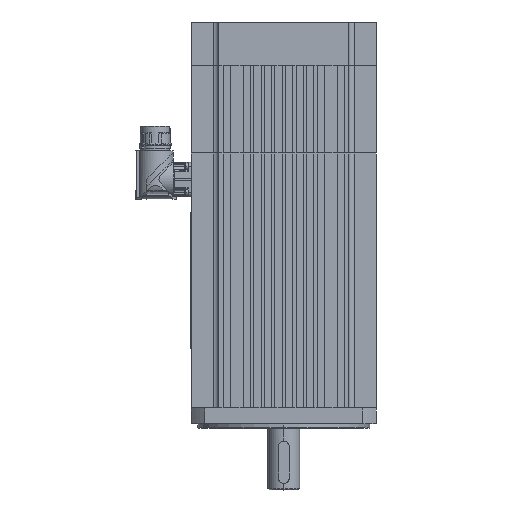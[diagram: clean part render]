
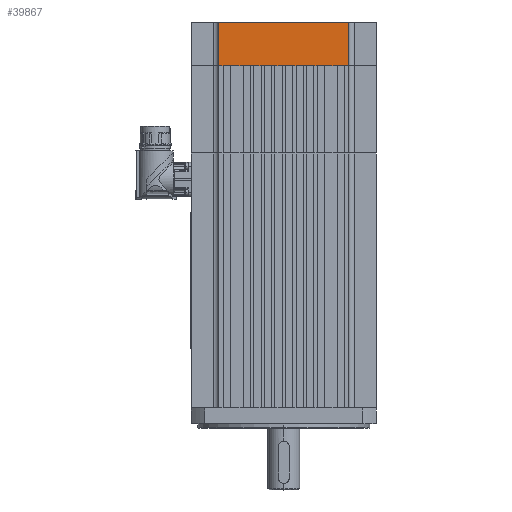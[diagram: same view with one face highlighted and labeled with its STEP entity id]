
A CAD part, left-side view. The second image highlights one B-rep face of the part: STEP entity #39867.
In plain terms, the highlighted face is planar.
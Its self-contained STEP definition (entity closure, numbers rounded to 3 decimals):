
#38792=CARTESIAN_POINT('',(-70.,-49.3,292.));
#38793=VERTEX_POINT('',#38792);
#38794=CARTESIAN_POINT('',(-70.,49.3,292.));
#38795=VERTEX_POINT('',#38794);
#38796=CARTESIAN_POINT('',(-70.,-49.3,292.));
#38797=DIRECTION('',(0.0,1.0,0.0));
#38798=VECTOR('',#38797,98.6);
#38799=LINE('',#38796,#38798);
#38800=EDGE_CURVE('',#38793,#38795,#38799,.T.);
#38984=CARTESIAN_POINT('',(-70.,49.3,259.));
#38985=VERTEX_POINT('',#38984);
#38992=CARTESIAN_POINT('',(-70.,49.3,292.));
#38993=DIRECTION('',(0.0,0.0,-1.0));
#38994=VECTOR('',#38993,33.0);
#38995=LINE('',#38992,#38994);
#38996=EDGE_CURVE('',#38795,#38985,#38995,.T.);
#39672=CARTESIAN_POINT('',(-70.,-49.3,259.));
#39673=VERTEX_POINT('',#39672);
#39682=CARTESIAN_POINT('',(-70.,-49.3,292.));
#39683=DIRECTION('',(0.0,0.0,-1.0));
#39684=VECTOR('',#39683,33.0);
#39685=LINE('',#39682,#39684);
#39686=EDGE_CURVE('',#38793,#39673,#39685,.T.);
#39691=CARTESIAN_POINT('',(-70.,0.,292.));
#39692=DIRECTION('',(-1.0,0.0,0.0));
#39693=DIRECTION('',(0.0,0.0,1.0));
#39694=AXIS2_PLACEMENT_3D('',#39691,#39692,#39693);
#39695=PLANE('',#39694);
#39696=CARTESIAN_POINT('',(-70.,46.,259.));
#39697=VERTEX_POINT('',#39696);
#39698=CARTESIAN_POINT('',(-70.,49.3,259.));
#39699=DIRECTION('',(0.0,-1.0,0.0));
#39700=VECTOR('',#39699,3.3);
#39701=LINE('',#39698,#39700);
#39702=EDGE_CURVE('',#38985,#39697,#39701,.T.);
#39703=ORIENTED_EDGE('',*,*,#39702,.T.);
#39704=CARTESIAN_POINT('',(-70.,40.5,259.));
#39705=VERTEX_POINT('',#39704);
#39706=CARTESIAN_POINT('',(-70.,46.,259.));
#39707=DIRECTION('',(0.0,-1.0,0.0));
#39708=VECTOR('',#39707,5.5);
#39709=LINE('',#39706,#39708);
#39710=EDGE_CURVE('',#39697,#39705,#39709,.T.);
#39711=ORIENTED_EDGE('',*,*,#39710,.T.);
#39712=CARTESIAN_POINT('',(-70.,30.75,259.));
#39713=VERTEX_POINT('',#39712);
#39714=CARTESIAN_POINT('',(-70.,40.5,259.));
#39715=DIRECTION('',(0.0,-1.0,0.0));
#39716=VECTOR('',#39715,9.75);
#39717=LINE('',#39714,#39716);
#39718=EDGE_CURVE('',#39705,#39713,#39717,.T.);
#39719=ORIENTED_EDGE('',*,*,#39718,.T.);
#39720=CARTESIAN_POINT('',(-70.,25.25,259.));
#39721=VERTEX_POINT('',#39720);
#39722=CARTESIAN_POINT('',(-70.,30.75,259.));
#39723=DIRECTION('',(0.0,-1.0,0.0));
#39724=VECTOR('',#39723,5.5);
#39725=LINE('',#39722,#39724);
#39726=EDGE_CURVE('',#39713,#39721,#39725,.T.);
#39727=ORIENTED_EDGE('',*,*,#39726,.T.);
#39728=CARTESIAN_POINT('',(-70.,22.75,259.));
#39729=VERTEX_POINT('',#39728);
#39730=CARTESIAN_POINT('',(-70.,25.25,259.));
#39731=DIRECTION('',(0.0,-1.0,0.0));
#39732=VECTOR('',#39731,2.5);
#39733=LINE('',#39730,#39732);
#39734=EDGE_CURVE('',#39721,#39729,#39733,.T.);
#39735=ORIENTED_EDGE('',*,*,#39734,.T.);
#39736=CARTESIAN_POINT('',(-70.,17.25,259.));
#39737=VERTEX_POINT('',#39736);
#39738=CARTESIAN_POINT('',(-70.,22.75,259.));
#39739=DIRECTION('',(0.0,-1.0,0.0));
#39740=VECTOR('',#39739,5.5);
#39741=LINE('',#39738,#39740);
#39742=EDGE_CURVE('',#39729,#39737,#39741,.T.);
#39743=ORIENTED_EDGE('',*,*,#39742,.T.);
#39744=CARTESIAN_POINT('',(-70.,14.75,259.));
#39745=VERTEX_POINT('',#39744);
#39746=CARTESIAN_POINT('',(-70.,17.25,259.));
#39747=DIRECTION('',(0.0,-1.0,0.0));
#39748=VECTOR('',#39747,2.5);
#39749=LINE('',#39746,#39748);
#39750=EDGE_CURVE('',#39737,#39745,#39749,.T.);
#39751=ORIENTED_EDGE('',*,*,#39750,.T.);
#39752=CARTESIAN_POINT('',(-70.,9.25,259.));
#39753=VERTEX_POINT('',#39752);
#39754=CARTESIAN_POINT('',(-70.,14.75,259.));
#39755=DIRECTION('',(0.0,-1.0,0.0));
#39756=VECTOR('',#39755,5.5);
#39757=LINE('',#39754,#39756);
#39758=EDGE_CURVE('',#39745,#39753,#39757,.T.);
#39759=ORIENTED_EDGE('',*,*,#39758,.T.);
#39760=CARTESIAN_POINT('',(-70.,6.75,259.));
#39761=VERTEX_POINT('',#39760);
#39762=CARTESIAN_POINT('',(-70.,9.25,259.));
#39763=DIRECTION('',(0.0,-1.0,0.0));
#39764=VECTOR('',#39763,2.5);
#39765=LINE('',#39762,#39764);
#39766=EDGE_CURVE('',#39753,#39761,#39765,.T.);
#39767=ORIENTED_EDGE('',*,*,#39766,.T.);
#39768=CARTESIAN_POINT('',(-70.,1.25,259.));
#39769=VERTEX_POINT('',#39768);
#39770=CARTESIAN_POINT('',(-70.,6.75,259.));
#39771=DIRECTION('',(0.0,-1.0,0.0));
#39772=VECTOR('',#39771,5.5);
#39773=LINE('',#39770,#39772);
#39774=EDGE_CURVE('',#39761,#39769,#39773,.T.);
#39775=ORIENTED_EDGE('',*,*,#39774,.T.);
#39776=CARTESIAN_POINT('',(-70.,-1.25,259.));
#39777=VERTEX_POINT('',#39776);
#39778=CARTESIAN_POINT('',(-70.,1.25,259.));
#39779=DIRECTION('',(0.0,-1.0,0.0));
#39780=VECTOR('',#39779,2.5);
#39781=LINE('',#39778,#39780);
#39782=EDGE_CURVE('',#39769,#39777,#39781,.T.);
#39783=ORIENTED_EDGE('',*,*,#39782,.T.);
#39784=CARTESIAN_POINT('',(-70.,-6.75,259.));
#39785=VERTEX_POINT('',#39784);
#39786=CARTESIAN_POINT('',(-70.,-1.25,259.));
#39787=DIRECTION('',(0.0,-1.0,0.0));
#39788=VECTOR('',#39787,5.5);
#39789=LINE('',#39786,#39788);
#39790=EDGE_CURVE('',#39777,#39785,#39789,.T.);
#39791=ORIENTED_EDGE('',*,*,#39790,.T.);
#39792=CARTESIAN_POINT('',(-70.,-9.25,259.));
#39793=VERTEX_POINT('',#39792);
#39794=CARTESIAN_POINT('',(-70.,-6.75,259.));
#39795=DIRECTION('',(0.0,-1.0,0.0));
#39796=VECTOR('',#39795,2.5);
#39797=LINE('',#39794,#39796);
#39798=EDGE_CURVE('',#39785,#39793,#39797,.T.);
#39799=ORIENTED_EDGE('',*,*,#39798,.T.);
#39800=CARTESIAN_POINT('',(-70.,-14.75,259.));
#39801=VERTEX_POINT('',#39800);
#39802=CARTESIAN_POINT('',(-70.,-9.25,259.));
#39803=DIRECTION('',(0.0,-1.0,0.0));
#39804=VECTOR('',#39803,5.5);
#39805=LINE('',#39802,#39804);
#39806=EDGE_CURVE('',#39793,#39801,#39805,.T.);
#39807=ORIENTED_EDGE('',*,*,#39806,.T.);
#39808=CARTESIAN_POINT('',(-70.,-17.25,259.));
#39809=VERTEX_POINT('',#39808);
#39810=CARTESIAN_POINT('',(-70.,-14.75,259.));
#39811=DIRECTION('',(0.0,-1.0,0.0));
#39812=VECTOR('',#39811,2.5);
#39813=LINE('',#39810,#39812);
#39814=EDGE_CURVE('',#39801,#39809,#39813,.T.);
#39815=ORIENTED_EDGE('',*,*,#39814,.T.);
#39816=CARTESIAN_POINT('',(-70.,-22.75,259.));
#39817=VERTEX_POINT('',#39816);
#39818=CARTESIAN_POINT('',(-70.,-17.25,259.));
#39819=DIRECTION('',(0.0,-1.0,0.0));
#39820=VECTOR('',#39819,5.5);
#39821=LINE('',#39818,#39820);
#39822=EDGE_CURVE('',#39809,#39817,#39821,.T.);
#39823=ORIENTED_EDGE('',*,*,#39822,.T.);
#39824=CARTESIAN_POINT('',(-70.,-25.25,259.));
#39825=VERTEX_POINT('',#39824);
#39826=CARTESIAN_POINT('',(-70.,-22.75,259.));
#39827=DIRECTION('',(0.0,-1.0,0.0));
#39828=VECTOR('',#39827,2.5);
#39829=LINE('',#39826,#39828);
#39830=EDGE_CURVE('',#39817,#39825,#39829,.T.);
#39831=ORIENTED_EDGE('',*,*,#39830,.T.);
#39832=CARTESIAN_POINT('',(-70.,-30.75,259.));
#39833=VERTEX_POINT('',#39832);
#39834=CARTESIAN_POINT('',(-70.,-25.25,259.));
#39835=DIRECTION('',(0.0,-1.0,0.0));
#39836=VECTOR('',#39835,5.5);
#39837=LINE('',#39834,#39836);
#39838=EDGE_CURVE('',#39825,#39833,#39837,.T.);
#39839=ORIENTED_EDGE('',*,*,#39838,.T.);
#39840=CARTESIAN_POINT('',(-70.,-40.5,259.));
#39841=VERTEX_POINT('',#39840);
#39842=CARTESIAN_POINT('',(-70.,-30.75,259.));
#39843=DIRECTION('',(0.0,-1.0,0.0));
#39844=VECTOR('',#39843,9.75);
#39845=LINE('',#39842,#39844);
#39846=EDGE_CURVE('',#39833,#39841,#39845,.T.);
#39847=ORIENTED_EDGE('',*,*,#39846,.T.);
#39848=CARTESIAN_POINT('',(-70.,-46.,259.));
#39849=VERTEX_POINT('',#39848);
#39850=CARTESIAN_POINT('',(-70.,-40.5,259.));
#39851=DIRECTION('',(0.0,-1.0,0.0));
#39852=VECTOR('',#39851,5.5);
#39853=LINE('',#39850,#39852);
#39854=EDGE_CURVE('',#39841,#39849,#39853,.T.);
#39855=ORIENTED_EDGE('',*,*,#39854,.T.);
#39856=CARTESIAN_POINT('',(-70.,-46.,259.));
#39857=DIRECTION('',(0.,-1.0,0.));
#39858=VECTOR('',#39857,3.3);
#39859=LINE('',#39856,#39858);
#39860=EDGE_CURVE('',#39849,#39673,#39859,.T.);
#39861=ORIENTED_EDGE('',*,*,#39860,.T.);
#39862=ORIENTED_EDGE('',*,*,#39686,.F.);
#39863=ORIENTED_EDGE('',*,*,#38800,.T.);
#39864=ORIENTED_EDGE('',*,*,#38996,.T.);
#39865=EDGE_LOOP('',(#39703,#39711,#39719,#39727,#39735,#39743,#39751,#39759,#39767,#39775,#39783,#39791,#39799,#39807,#39815,#39823,#39831,#39839,#39847,#39855,#39861,#39862,#39863,#39864));
#39866=FACE_OUTER_BOUND('',#39865,.T.);
#39867=ADVANCED_FACE('',(#39866),#39695,.T.);
